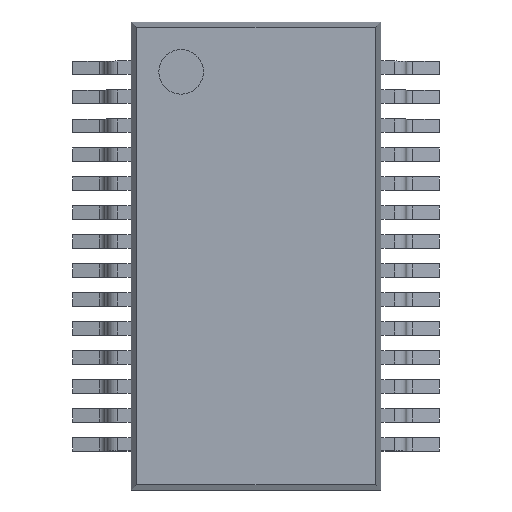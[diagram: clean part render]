
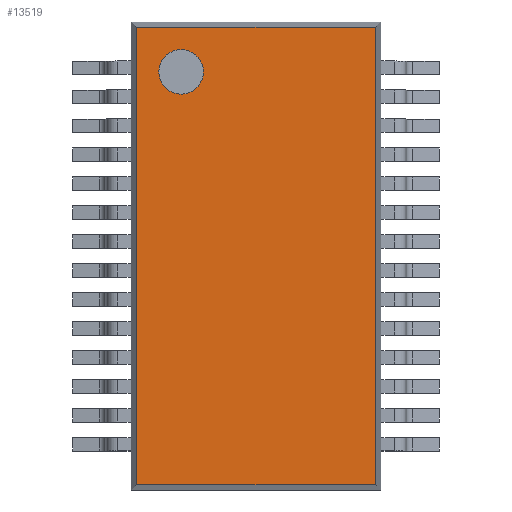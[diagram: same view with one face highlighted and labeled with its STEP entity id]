
A CAD part, top view. The second image highlights one B-rep face of the part: STEP entity #13519.
In plain terms, the highlighted free-form (B-spline) face has degree [1, 1] with [2, 2] control points.
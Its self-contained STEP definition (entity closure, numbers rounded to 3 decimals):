
#13117=CARTESIAN_POINT('',(-1.18,4.13,2.));
#13118=VERTEX_POINT('',#13117);
#13127=CARTESIAN_POINT('',(-2.18,4.13,2.));
#13128=VERTEX_POINT('',#13127);
#13129=CARTESIAN_POINT('',(-1.68,4.13,2.));
#13130=DIRECTION('',(0.0,0.0,-1.0));
#13131=DIRECTION('',(1.0,0.0,0.0));
#13132=AXIS2_PLACEMENT_3D('',#13129,#13130,#13131);
#13133=CIRCLE('',#13132,0.5);
#13134=EDGE_CURVE('',#13128,#13118,#13133,.T.);
#13168=CARTESIAN_POINT('',(-1.68,4.13,2.));
#13169=DIRECTION('',(0.0,0.0,-1.0));
#13170=DIRECTION('',(1.0,0.0,0.0));
#13171=AXIS2_PLACEMENT_3D('',#13168,#13169,#13170);
#13172=CIRCLE('',#13171,0.5);
#13173=EDGE_CURVE('',#13118,#13128,#13172,.T.);
#13384=CARTESIAN_POINT('',(2.68,5.13,2.));
#13385=VERTEX_POINT('',#13384);
#13386=CARTESIAN_POINT('',(2.68,-5.13,2.));
#13387=VERTEX_POINT('',#13386);
#13388=CARTESIAN_POINT('',(2.68,5.13,2.));
#13389=DIRECTION('',(0.0,-1.0,0.0));
#13390=VECTOR('',#13389,10.26);
#13391=LINE('',#13388,#13390);
#13392=EDGE_CURVE('',#13385,#13387,#13391,.T.);
#13415=CARTESIAN_POINT('',(-2.68,-5.13,2.));
#13416=VERTEX_POINT('',#13415);
#13417=CARTESIAN_POINT('',(-2.68,5.13,2.));
#13418=VERTEX_POINT('',#13417);
#13419=CARTESIAN_POINT('',(-2.68,-5.13,2.));
#13420=DIRECTION('',(0.0,1.0,0.0));
#13421=VECTOR('',#13420,10.26);
#13422=LINE('',#13419,#13421);
#13423=EDGE_CURVE('',#13416,#13418,#13422,.T.);
#13453=CARTESIAN_POINT('',(-2.68,5.13,2.));
#13454=DIRECTION('',(1.0,0.0,0.0));
#13455=VECTOR('',#13454,5.36);
#13456=LINE('',#13453,#13455);
#13457=EDGE_CURVE('',#13418,#13385,#13456,.T.);
#13475=CARTESIAN_POINT('',(2.68,-5.13,2.));
#13476=DIRECTION('',(-1.0,0.0,0.0));
#13477=VECTOR('',#13476,5.36);
#13478=LINE('',#13475,#13477);
#13479=EDGE_CURVE('',#13387,#13416,#13478,.T.);
#13504=CARTESIAN_POINT('',(-2.68,-5.13,2.));
#13505=CARTESIAN_POINT('',(2.68,-5.13,2.));
#13506=CARTESIAN_POINT('',(-2.68,5.13,2.));
#13507=CARTESIAN_POINT('',(2.68,5.13,2.));
#13508=B_SPLINE_SURFACE_WITH_KNOTS('',1,1,((#13504,#13506),(#13505,#13507)),.UNSPECIFIED.,.F.,.F.,.U.,(2,2),(2,2),(0.0,5.36),(0.0,10.26),.UNSPECIFIED.);
#13509=ORIENTED_EDGE('',*,*,#13423,.F.);
#13510=ORIENTED_EDGE('',*,*,#13479,.F.);
#13511=ORIENTED_EDGE('',*,*,#13392,.F.);
#13512=ORIENTED_EDGE('',*,*,#13457,.F.);
#13513=EDGE_LOOP('',(#13509,#13510,#13511,#13512));
#13514=FACE_OUTER_BOUND('',#13513,.T.);
#13515=ORIENTED_EDGE('',*,*,#13173,.T.);
#13516=ORIENTED_EDGE('',*,*,#13134,.T.);
#13517=EDGE_LOOP('',(#13515,#13516));
#13518=FACE_BOUND('',#13517,.T.);
#13519=ADVANCED_FACE('',(#13514,#13518),#13508,.T.);
